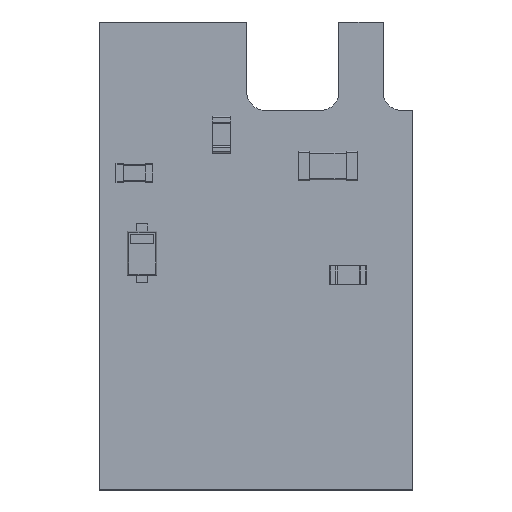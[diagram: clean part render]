
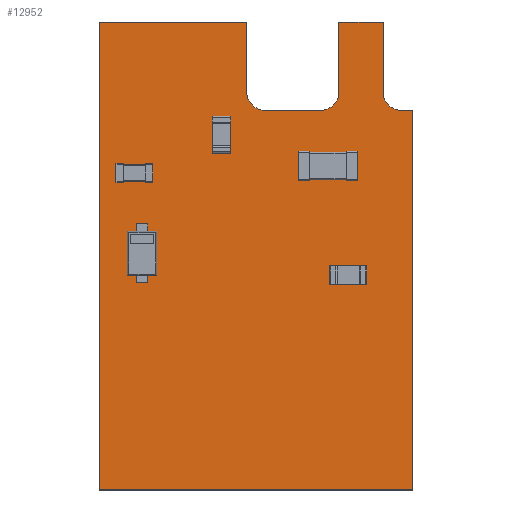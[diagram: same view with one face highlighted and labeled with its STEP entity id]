
A CAD part, top view. The second image highlights one B-rep face of the part: STEP entity #12952.
In plain terms, the highlighted planar face has unit normal (0, 0, 1).
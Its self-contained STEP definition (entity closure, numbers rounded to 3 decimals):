
#12529 = VERTEX_POINT('',#12530);
#12530 = CARTESIAN_POINT('',(104.,-101.9,0.91));
#12536 = EDGE_CURVE('',#12529,#12537,#12539,.T.);
#12537 = VERTEX_POINT('',#12538);
#12538 = CARTESIAN_POINT('',(104.5,-102.4,0.91));
#12539 = CIRCLE('',#12540,0.5);
#12540 = AXIS2_PLACEMENT_3D('',#12541,#12542,#12543);
#12541 = CARTESIAN_POINT('',(104.5,-101.9,0.91));
#12542 = DIRECTION('',(0.,0.,1.));
#12543 = DIRECTION('',(-1.,0.,0.));
#12569 = EDGE_CURVE('',#12537,#12570,#12572,.T.);
#12570 = VERTEX_POINT('',#12571);
#12571 = CARTESIAN_POINT('',(106.,-102.4,0.91));
#12572 = LINE('',#12573,#12574);
#12573 = CARTESIAN_POINT('',(104.5,-102.4,0.91));
#12574 = VECTOR('',#12575,1.);
#12575 = DIRECTION('',(1.,0.,0.));
#12600 = EDGE_CURVE('',#12570,#12601,#12603,.T.);
#12601 = VERTEX_POINT('',#12602);
#12602 = CARTESIAN_POINT('',(106.5,-101.9,0.91));
#12603 = CIRCLE('',#12604,0.5);
#12604 = AXIS2_PLACEMENT_3D('',#12605,#12606,#12607);
#12605 = CARTESIAN_POINT('',(106.,-101.9,0.91));
#12606 = DIRECTION('',(0.,0.,1.));
#12607 = DIRECTION('',(0.,-1.,0.));
#12633 = EDGE_CURVE('',#12601,#12634,#12636,.T.);
#12634 = VERTEX_POINT('',#12635);
#12635 = CARTESIAN_POINT('',(106.5,-100.,0.91));
#12636 = LINE('',#12637,#12638);
#12637 = CARTESIAN_POINT('',(106.5,-101.9,0.91));
#12638 = VECTOR('',#12639,1.);
#12639 = DIRECTION('',(0.,1.,0.));
#12664 = EDGE_CURVE('',#12634,#12665,#12667,.T.);
#12665 = VERTEX_POINT('',#12666);
#12666 = CARTESIAN_POINT('',(107.7,-100.,0.91));
#12667 = LINE('',#12668,#12669);
#12668 = CARTESIAN_POINT('',(106.5,-100.,0.91));
#12669 = VECTOR('',#12670,1.);
#12670 = DIRECTION('',(1.,0.,0.));
#12695 = EDGE_CURVE('',#12665,#12696,#12698,.T.);
#12696 = VERTEX_POINT('',#12697);
#12697 = CARTESIAN_POINT('',(107.7,-101.9,0.91));
#12698 = LINE('',#12699,#12700);
#12699 = CARTESIAN_POINT('',(107.7,-100.,0.91));
#12700 = VECTOR('',#12701,1.);
#12701 = DIRECTION('',(0.,-1.,0.));
#12726 = EDGE_CURVE('',#12696,#12727,#12729,.T.);
#12727 = VERTEX_POINT('',#12728);
#12728 = CARTESIAN_POINT('',(108.2,-102.4,0.91));
#12729 = CIRCLE('',#12730,0.5);
#12730 = AXIS2_PLACEMENT_3D('',#12731,#12732,#12733);
#12731 = CARTESIAN_POINT('',(108.2,-101.9,0.91));
#12732 = DIRECTION('',(0.,0.,1.));
#12733 = DIRECTION('',(-1.,0.,0.));
#12759 = EDGE_CURVE('',#12727,#12760,#12762,.T.);
#12760 = VERTEX_POINT('',#12761);
#12761 = CARTESIAN_POINT('',(108.5,-102.4,0.91));
#12762 = LINE('',#12763,#12764);
#12763 = CARTESIAN_POINT('',(108.2,-102.4,0.91));
#12764 = VECTOR('',#12765,1.);
#12765 = DIRECTION('',(1.,0.,0.));
#12790 = EDGE_CURVE('',#12760,#12791,#12793,.T.);
#12791 = VERTEX_POINT('',#12792);
#12792 = CARTESIAN_POINT('',(108.5,-112.7,0.91));
#12793 = LINE('',#12794,#12795);
#12794 = CARTESIAN_POINT('',(108.5,-102.4,0.91));
#12795 = VECTOR('',#12796,1.);
#12796 = DIRECTION('',(0.,-1.,0.));
#12821 = EDGE_CURVE('',#12791,#12822,#12824,.T.);
#12822 = VERTEX_POINT('',#12823);
#12823 = CARTESIAN_POINT('',(100.,-112.7,0.91));
#12824 = LINE('',#12825,#12826);
#12825 = CARTESIAN_POINT('',(108.5,-112.7,0.91));
#12826 = VECTOR('',#12827,1.);
#12827 = DIRECTION('',(-1.,0.,0.));
#12852 = EDGE_CURVE('',#12822,#12853,#12855,.T.);
#12853 = VERTEX_POINT('',#12854);
#12854 = CARTESIAN_POINT('',(100.,-100.,0.91));
#12855 = LINE('',#12856,#12857);
#12856 = CARTESIAN_POINT('',(100.,-112.7,0.91));
#12857 = VECTOR('',#12858,1.);
#12858 = DIRECTION('',(0.,1.,0.));
#12883 = EDGE_CURVE('',#12853,#12884,#12886,.T.);
#12884 = VERTEX_POINT('',#12885);
#12885 = CARTESIAN_POINT('',(104.,-100.,0.91));
#12886 = LINE('',#12887,#12888);
#12887 = CARTESIAN_POINT('',(100.,-100.,0.91));
#12888 = VECTOR('',#12889,1.);
#12889 = DIRECTION('',(1.,0.,0.));
#12914 = EDGE_CURVE('',#12884,#12529,#12915,.T.);
#12915 = LINE('',#12916,#12917);
#12916 = CARTESIAN_POINT('',(104.,-100.,0.91));
#12917 = VECTOR('',#12918,1.);
#12918 = DIRECTION('',(0.,-1.,0.));
#12952 = ADVANCED_FACE('',(#12953),#12968,.T.);
#12953 = FACE_BOUND('',#12954,.F.);
#12954 = EDGE_LOOP('',(#12955,#12956,#12957,#12958,#12959,#12960,#12961,
    #12962,#12963,#12964,#12965,#12966,#12967));
#12955 = ORIENTED_EDGE('',*,*,#12536,.T.);
#12956 = ORIENTED_EDGE('',*,*,#12569,.T.);
#12957 = ORIENTED_EDGE('',*,*,#12600,.T.);
#12958 = ORIENTED_EDGE('',*,*,#12633,.T.);
#12959 = ORIENTED_EDGE('',*,*,#12664,.T.);
#12960 = ORIENTED_EDGE('',*,*,#12695,.T.);
#12961 = ORIENTED_EDGE('',*,*,#12726,.T.);
#12962 = ORIENTED_EDGE('',*,*,#12759,.T.);
#12963 = ORIENTED_EDGE('',*,*,#12790,.T.);
#12964 = ORIENTED_EDGE('',*,*,#12821,.T.);
#12965 = ORIENTED_EDGE('',*,*,#12852,.T.);
#12966 = ORIENTED_EDGE('',*,*,#12883,.T.);
#12967 = ORIENTED_EDGE('',*,*,#12914,.T.);
#12968 = PLANE('',#12969);
#12969 = AXIS2_PLACEMENT_3D('',#12970,#12971,#12972);
#12970 = CARTESIAN_POINT('',(0.,0.,0.91));
#12971 = DIRECTION('',(0.,0.,1.));
#12972 = DIRECTION('',(1.,0.,-0.));
